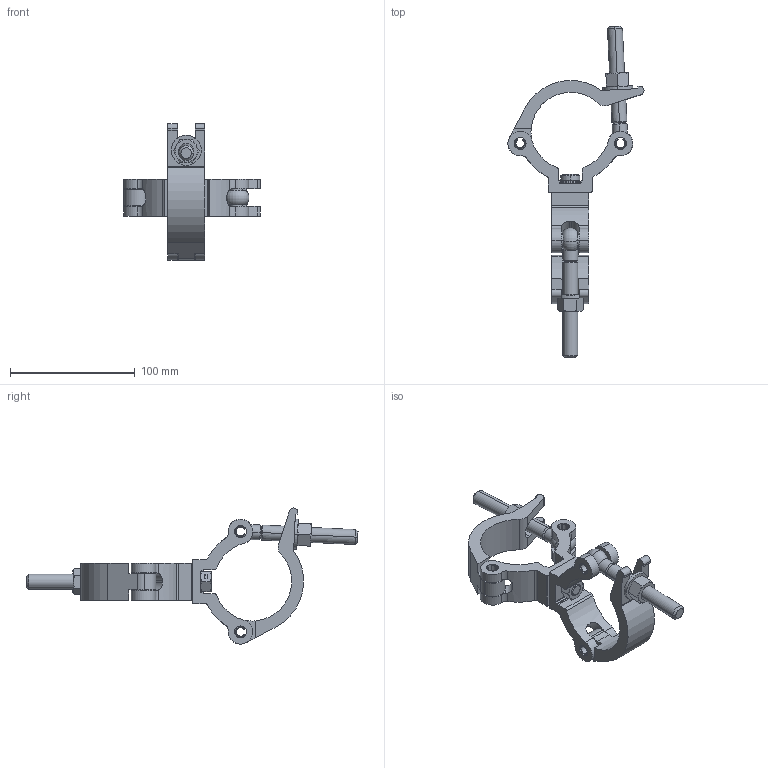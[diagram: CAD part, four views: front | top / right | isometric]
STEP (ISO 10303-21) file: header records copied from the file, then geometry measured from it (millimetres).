
FILE_DESCRIPTION (( 'STEP AP203' ), '1' );
FILE_NAME ('T57422 & T57423.STEP', '2018-08-08T07:22:29', ( '' ), ( '' ), 'SwSTEP 2.0', 'SolidWorks 2016', '' );
FILE_SCHEMA (( 'CONFIG_CONTROL_DESIGN' ));
Length unit declared in the file: millimetre
Products named in the file (14): F997; F791; Hex Nut Style 1 GradeAB_Doughty Fastners_Hexagon Nut ISO - 4032 - M12 - D - S; Hex Centre Lock Nut GradeAB_Doughty Fastners_BS EN 24032 - M10 - D - S; S1931; A Washer_Bright washer BS 4320 - M12 (Form A); F995; TH647_TH648; TH460_TH649; T57422 & T57423; TH733; T78055; TH2017_TH2017 - 30MM WIDE; TH2018_TH2018 - 30MM WIDE
Assembly tree (19 placements, depth 3):
  T57422 & T57423
    TH460_TH649  x2
      TH2017_TH2017 - 30MM WIDE
    TH647_TH648  x2
      TH2018_TH2018 - 30MM WIDE
    T78055  x2
      TH733
      A Washer_Bright washer BS 4320 - M12 (Form A)
      Hex Nut Style 1 GradeAB_Doughty Fastners_Hexagon Nut ISO - 4032 - M12 - D - S
    F791  x4
    F995
    Hex Centre Lock Nut GradeAB_Doughty Fastners_BS EN 24032 - M10 - D - S
    S1931
    F997
Bounding box: 109.04 x 265.99 x 109.04 mm (x, y, z)
Volume: 165730.7 mm3; surface area: 70477 mm2
Topology: 18 solids, 18 shells, 587 faces, 1376 edges, 832 vertices
Faces by surface type: cone 220, cylinder 214, plane 147, torus 6
Entity records: 12092 total; most frequent: CARTESIAN_POINT 2283, DIRECTION 1848, ORIENTED_EDGE 1620, EDGE_CURVE 810, AXIS2_PLACEMENT_3D 735, VERTEX_POINT 482, EDGE_LOOP 384, VECTOR 378
